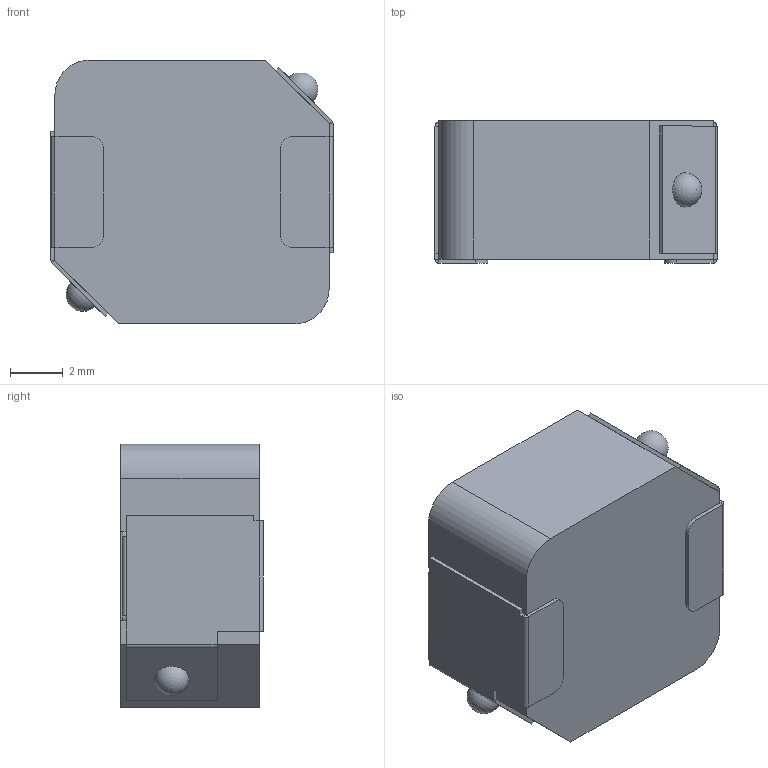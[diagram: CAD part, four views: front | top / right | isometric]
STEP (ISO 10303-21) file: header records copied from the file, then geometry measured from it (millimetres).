
FILE_DESCRIPTION (( 'STEP AP214' ), '1' );
FILE_NAME ('SPM10054T-1R0M-HZ.STEP', '2022-03-07T22:53:23', ( '' ), ( '' ), 'SwSTEP 2.0', 'SolidWorks 2017', '' );
FILE_SCHEMA (( 'AUTOMOTIVE_DESIGN' ));
Length unit declared in the file: millimetre
Products named in the file (1): SPM10054T-1R0M-HZ
Bounding box: 10.7 x 5.4 x 10 mm (x, y, z)
Volume: 525.4 mm3; surface area: 615 mm2
Topology: 5 solids, 5 shells, 114 faces, 268 edges, 162 vertices
Faces by surface type: plane 78, cylinder 34, sphere 2
Entity records: 3250 total; most frequent: DIRECTION 562, CARTESIAN_POINT 539, ORIENTED_EDGE 528, EDGE_CURVE 264, VECTOR 196, LINE 196, AXIS2_PLACEMENT_3D 183, VERTEX_POINT 160
